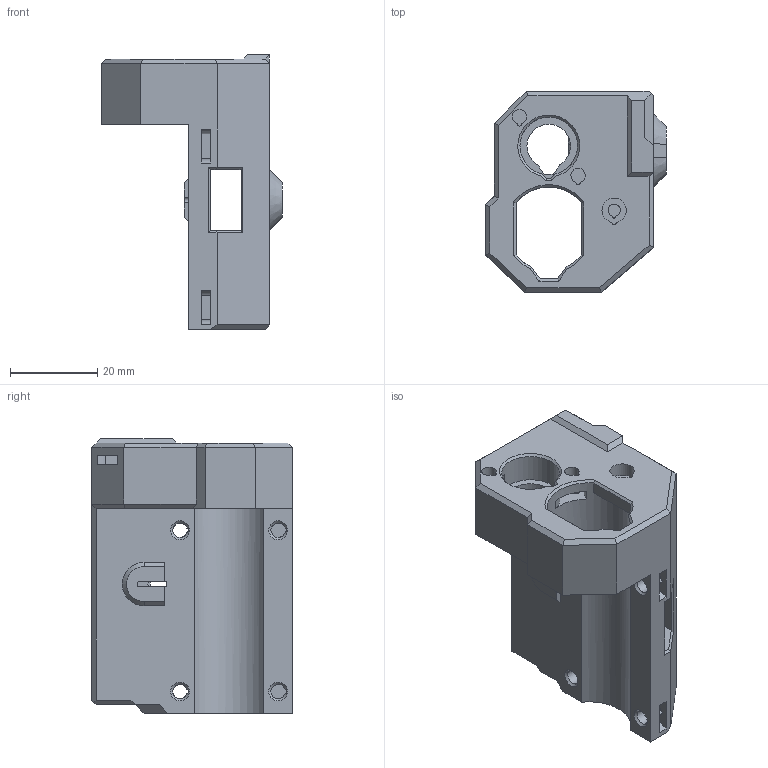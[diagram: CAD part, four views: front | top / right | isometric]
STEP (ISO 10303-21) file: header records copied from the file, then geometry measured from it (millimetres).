
FILE_DESCRIPTION(/* description */ (''),/* implementation_level */ '2;1');
FILE_NAME(/* name */ 'x-end-idler-R2.stp',/* time_stamp */ '2023-07-10T12:28:48+02:00',/* author */ ('Eliáš Knor'),/* organization */ (''),/* preprocessor_version */ 'ST-DEVELOPER v19',/* originating_system */ 'Autodesk Inventor 2023',/* authorisation */ '');
FILE_SCHEMA (('AUTOMOTIVE_DESIGN { 1 0 10303 214 3 1 1 }'));
Length unit declared in the file: millimetre
Products named in the file (1): x-end-idler E3
Bounding box: 41.5 x 46 x 63 mm (x, y, z)
Volume: 41685.3 mm3; surface area: 16824.3 mm2
Topology: 1 solids, 1 shells, 347 faces, 913 edges, 581 vertices
Faces by surface type: plane 207, cylinder 91, cone 24, bspline 16, torus 9
Entity records: 11096 total; most frequent: CARTESIAN_POINT 2522, ORIENTED_EDGE 1826, DIRECTION 1682, EDGE_CURVE 913, LINE 592, VECTOR 592, VERTEX_POINT 581, AXIS2_PLACEMENT_3D 545
